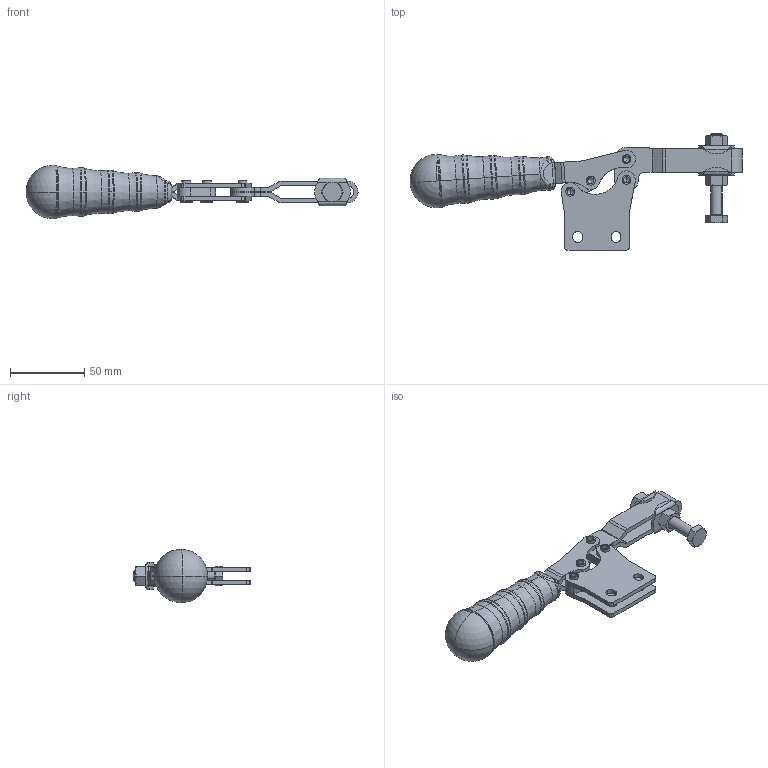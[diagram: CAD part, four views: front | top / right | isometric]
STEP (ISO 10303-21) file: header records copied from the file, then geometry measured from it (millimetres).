
FILE_DESCRIPTION((''),'2;1');
FILE_NAME('123.1.stp','2005-09-27T15:35:05',('Kysilko'),(''),'Autodesk Inventor 8','Autodesk Inventor 8','');
FILE_SCHEMA(('AUTOMOTIVE_DESIGN { 1 0 10303 214 1 1 1 1 }'));
Length unit declared in the file: millimetre
Products named in the file (1): Part17
Bounding box: 224.18 x 78.84 x 36 mm (x, y, z)
Volume: 94465.4 mm3; surface area: 38169.9 mm2
Topology: 1 solids, 2 shells, 1106 faces, 3608 edges, 2162 vertices
Faces by surface type: plane 402, cone 364, cylinder 208, bspline 110, sphere 14, torus 8
Entity records: 44285 total; most frequent: CARTESIAN_POINT 13519, ORIENTED_EDGE 7188, DIRECTION 6345, EDGE_CURVE 3594, AXIS2_PLACEMENT_3D 2436, VERTEX_POINT 2162, VECTOR 1473, LINE 1473
